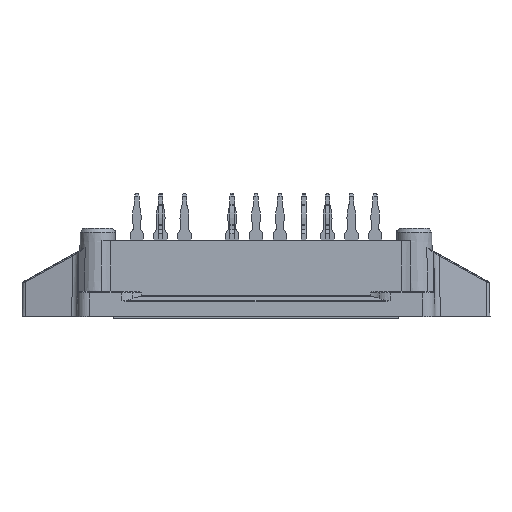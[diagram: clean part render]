
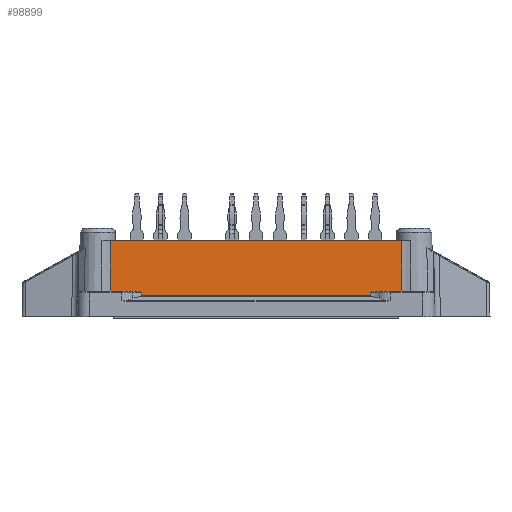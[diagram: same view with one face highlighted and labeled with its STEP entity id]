
A CAD part, front view. The second image highlights one B-rep face of the part: STEP entity #98899.
In plain terms, the highlighted planar face has unit normal (0, -1, 0.018).
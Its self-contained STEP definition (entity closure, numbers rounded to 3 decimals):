
#5508=B_SPLINE_CURVE_WITH_KNOTS('',3,(#136895,#136896,#136897,#136898),
 .UNSPECIFIED.,.F.,.F.,(4,4),(0.001,0.001),
 .UNSPECIFIED.);
#5509=B_SPLINE_CURVE_WITH_KNOTS('',3,(#136903,#136904,#136905,#136906),
 .UNSPECIFIED.,.F.,.F.,(4,4),(0.,0.001),
 .UNSPECIFIED.);
#5510=B_SPLINE_CURVE_WITH_KNOTS('',3,(#136908,#136909,#136910,#136911,#136912,
#136913,#136914,#136915),.UNSPECIFIED.,.F.,.F.,(4,1,1,1,1,4),(0.,
0.,0.,0.,0.001,
0.001),.UNSPECIFIED.);
#5511=B_SPLINE_CURVE_WITH_KNOTS('',3,(#136919,#136920,#136921,#136922),
 .UNSPECIFIED.,.F.,.F.,(4,4),(0.,0.007),.UNSPECIFIED.);
#5512=B_SPLINE_CURVE_WITH_KNOTS('',3,(#136923,#136924,#136925,#136926),
 .UNSPECIFIED.,.F.,.F.,(4,4),(0.,0.007),
 .UNSPECIFIED.);
#5513=B_SPLINE_CURVE_WITH_KNOTS('',3,(#136930,#136931,#136932,#136933,#136934,
#136935,#136936),.UNSPECIFIED.,.F.,.F.,(4,1,1,1,4),(0.,0.,
0.001,0.001,0.001),
 .UNSPECIFIED.);
#7694=ORIENTED_EDGE('',*,*,#28707,.F.);
#7695=ORIENTED_EDGE('',*,*,#28708,.T.);
#7696=ORIENTED_EDGE('',*,*,#28709,.F.);
#7697=ORIENTED_EDGE('',*,*,#28710,.T.);
#7698=ORIENTED_EDGE('',*,*,#28711,.T.);
#7699=ORIENTED_EDGE('',*,*,#28712,.T.);
#7700=ORIENTED_EDGE('',*,*,#27757,.F.);
#7701=ORIENTED_EDGE('',*,*,#28713,.T.);
#7702=ORIENTED_EDGE('',*,*,#28714,.F.);
#7703=ORIENTED_EDGE('',*,*,#28715,.T.);
#27757=EDGE_CURVE('',#38309,#38310,#44334,.T.);
#28707=EDGE_CURVE('',#39176,#39177,#5508,.T.);
#28708=EDGE_CURVE('',#39176,#39178,#44764,.T.);
#28709=EDGE_CURVE('',#39179,#39178,#5509,.T.);
#28710=EDGE_CURVE('',#39179,#39180,#5510,.T.);
#28711=EDGE_CURVE('',#39180,#39181,#44765,.T.);
#28712=EDGE_CURVE('',#39181,#38310,#5511,.T.);
#28713=EDGE_CURVE('',#38309,#39182,#5512,.T.);
#28714=EDGE_CURVE('',#39183,#39182,#44766,.T.);
#28715=EDGE_CURVE('',#39183,#39177,#5513,.T.);
#38309=VERTEX_POINT('',#134552);
#38310=VERTEX_POINT('',#134554);
#39176=VERTEX_POINT('',#136899);
#39177=VERTEX_POINT('',#136900);
#39178=VERTEX_POINT('',#136902);
#39179=VERTEX_POINT('',#136907);
#39180=VERTEX_POINT('',#136916);
#39181=VERTEX_POINT('',#136918);
#39182=VERTEX_POINT('',#136927);
#39183=VERTEX_POINT('',#136929);
#44334=LINE('',#134553,#51352);
#44764=LINE('',#136901,#51782);
#44765=LINE('',#136917,#51783);
#44766=LINE('',#136928,#51784);
#51352=VECTOR('',#112061,1000.);
#51782=VECTOR('',#113497,1000.);
#51783=VECTOR('',#113498,1000.);
#51784=VECTOR('',#113499,1000.);
#58134=EDGE_LOOP('',(#7694,#7695,#7696,#7697,#7698,#7699,#7700,#7701,#7702,
#7703));
#62630=FACE_BOUND('',#58134,.T.);
#66913=PLANE('',#104076);
#98899=ADVANCED_FACE('',(#62630),#66913,.T.);
#104076=AXIS2_PLACEMENT_3D('',#136894,#113495,#113496);
#112061=DIRECTION('',(1.,0.,0.));
#113495=DIRECTION('',(0.,-1.,0.017));
#113496=DIRECTION('',(0.,-0.017,-1.));
#113497=DIRECTION('',(1.,0.,0.));
#113498=DIRECTION('',(1.,0.,0.));
#113499=DIRECTION('',(-1.,0.,0.));
#134552=CARTESIAN_POINT('',(-19.525,-27.653,10.2));
#134553=CARTESIAN_POINT('',(-26.5,-27.653,10.2));
#134554=CARTESIAN_POINT('',(19.525,-27.653,10.2));
#136894=CARTESIAN_POINT('',(-26.5,-27.78,2.9));
#136895=CARTESIAN_POINT('',(-15.378,-27.781,2.822));
#136896=CARTESIAN_POINT('',(-15.379,-27.779,2.949));
#136897=CARTESIAN_POINT('',(-15.379,-27.777,3.076));
#136898=CARTESIAN_POINT('',(-15.379,-27.775,3.203));
#136899=CARTESIAN_POINT('',(-15.378,-27.781,2.822));
#136900=CARTESIAN_POINT('',(-15.379,-27.775,3.203));
#136901=CARTESIAN_POINT('',(-26.5,-27.781,2.822));
#136902=CARTESIAN_POINT('',(15.378,-27.781,2.822));
#136903=CARTESIAN_POINT('',(15.379,-27.775,3.203));
#136904=CARTESIAN_POINT('',(15.379,-27.777,3.076));
#136905=CARTESIAN_POINT('',(15.379,-27.779,2.949));
#136906=CARTESIAN_POINT('',(15.378,-27.781,2.822));
#136907=CARTESIAN_POINT('',(15.379,-27.775,3.203));
#136908=CARTESIAN_POINT('',(15.379,-27.775,3.203));
#136909=CARTESIAN_POINT('',(15.379,-27.774,3.235));
#136910=CARTESIAN_POINT('',(15.441,-27.773,3.274));
#136911=CARTESIAN_POINT('',(15.55,-27.773,3.32));
#136912=CARTESIAN_POINT('',(15.702,-27.772,3.361));
#136913=CARTESIAN_POINT('',(15.882,-27.771,3.392));
#136914=CARTESIAN_POINT('',(16.005,-27.771,3.4));
#136915=CARTESIAN_POINT('',(16.067,-27.771,3.4));
#136916=CARTESIAN_POINT('',(16.067,-27.771,3.4));
#136917=CARTESIAN_POINT('',(-26.5,-27.771,3.4));
#136918=CARTESIAN_POINT('',(19.511,-27.771,3.4));
#136919=CARTESIAN_POINT('',(19.511,-27.771,3.4));
#136920=CARTESIAN_POINT('',(19.516,-27.732,5.667));
#136921=CARTESIAN_POINT('',(19.521,-27.692,7.933));
#136922=CARTESIAN_POINT('',(19.525,-27.653,10.2));
#136923=CARTESIAN_POINT('',(-19.525,-27.653,10.2));
#136924=CARTESIAN_POINT('',(-19.521,-27.692,7.933));
#136925=CARTESIAN_POINT('',(-19.516,-27.732,5.667));
#136926=CARTESIAN_POINT('',(-19.511,-27.771,3.4));
#136927=CARTESIAN_POINT('',(-19.511,-27.771,3.4));
#136928=CARTESIAN_POINT('',(-26.5,-27.771,3.4));
#136929=CARTESIAN_POINT('',(-16.067,-27.771,3.4));
#136930=CARTESIAN_POINT('',(-16.067,-27.771,3.4));
#136931=CARTESIAN_POINT('',(-15.944,-27.771,3.4));
#136932=CARTESIAN_POINT('',(-15.762,-27.772,3.377));
#136933=CARTESIAN_POINT('',(-15.549,-27.773,3.32));
#136934=CARTESIAN_POINT('',(-15.44,-27.773,3.273));
#136935=CARTESIAN_POINT('',(-15.379,-27.774,3.235));
#136936=CARTESIAN_POINT('',(-15.379,-27.775,3.203));
